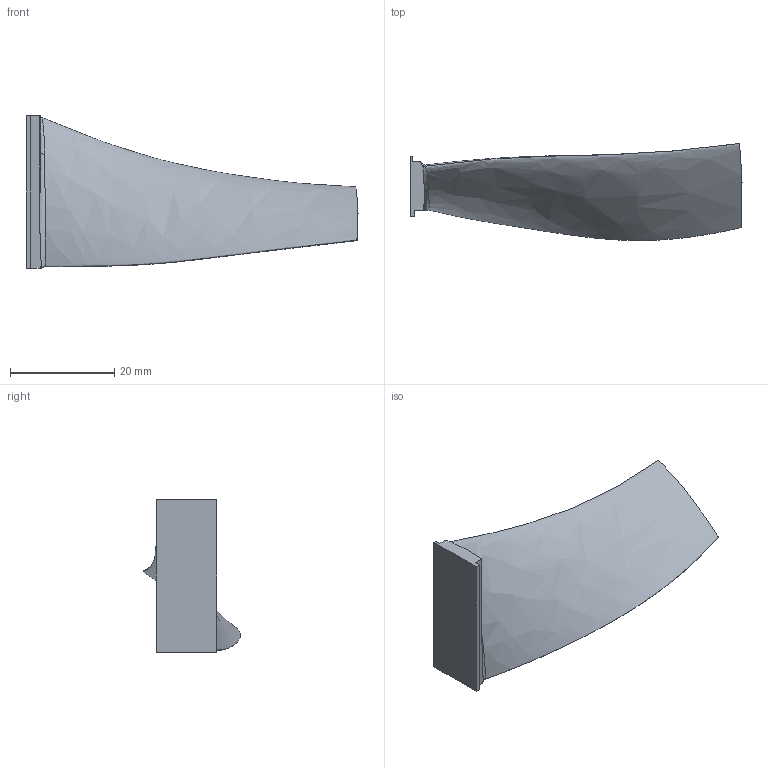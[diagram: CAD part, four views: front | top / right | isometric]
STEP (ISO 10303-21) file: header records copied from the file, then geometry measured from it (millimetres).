
FILE_DESCRIPTION(('FreeCAD Model'),'2;1');
FILE_NAME('Open CASCADE Shape Model','2021-10-16T09:26:26',('Author'),( ''),'Open CASCADE STEP processor 7.4','FreeCAD','Unknown');
FILE_SCHEMA(('AUTOMOTIVE_DESIGN { 1 0 10303 214 1 1 1 1 }'));
Length unit declared in the file: millimetre
Products named in the file (1): Inlet-BLA-165
Bounding box: 63.75 x 18.63 x 29.28 mm (x, y, z)
Volume: 2720.9 mm3; surface area: 3767.6 mm2
Topology: 1 solids, 1 shells, 19 faces, 49 edges, 32 vertices
Faces by surface type: plane 9, bspline 6, cylinder 4
Entity records: 7942 total; most frequent: CARTESIAN_POINT 7041, DIRECTION 124, ORIENTED_EDGE 98, PCURVE 98, DEFINITIONAL_REPRESENTATION 98, LINE 81, VECTOR 81, B_SPLINE_CURVE_WITH_KNOTS 57
